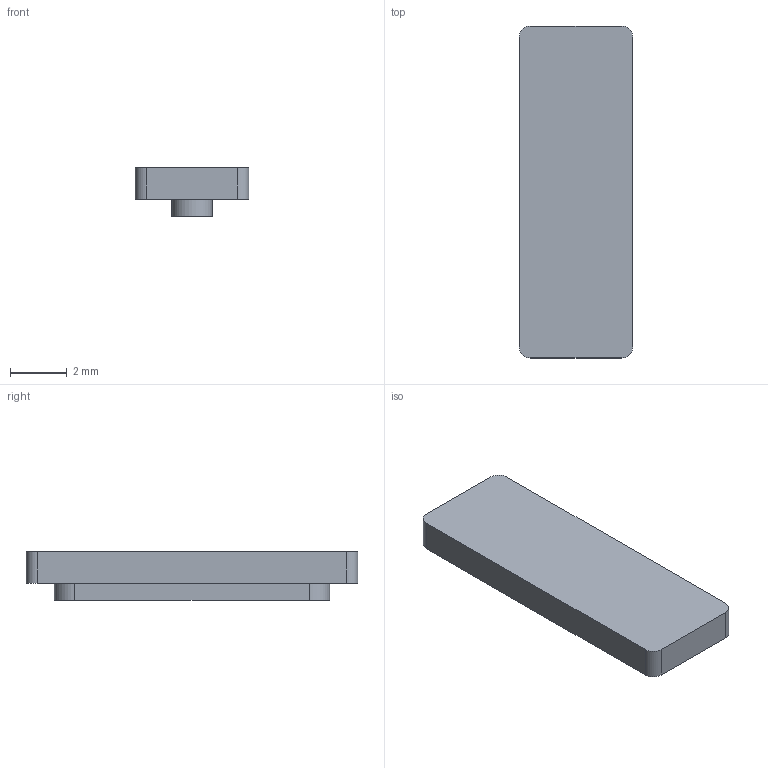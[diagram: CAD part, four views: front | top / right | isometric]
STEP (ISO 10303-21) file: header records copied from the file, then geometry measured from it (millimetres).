
FILE_DESCRIPTION(('CATIA V5 STEP Exchange','CAx-IF Rec.Pracs.--- Model Styling and Organization---1.5--- 2016-08-15','CAx-IF Rec.Pracs.---Supplemental Geometry---1.0---2011-11-01','CAx-IF Rec.Pracs.--- Composite Materials ---1.1---2010-07-15'),'2;1');
FILE_NAME ('D1454833_0', '2025-09-22T05:36:41+00:00', ('none'), ('Weidmueller'), 'CATIA Version 5-6 Release 2024 SP4', 'CATIA V5 STEP AP214 v3', 'none');
FILE_SCHEMA(('AUTOMOTIVE_DESIGN { 1 0 10303 214 1 1 1 1 }'));
Length unit declared in the file: millimetre
Products named in the file (1): TM-I 12
Bounding box: 4 x 11.7 x 1.7 mm (x, y, z)
Volume: 59.5 mm3; surface area: 139.7 mm2
Topology: 1 solids, 1 shells, 15 faces, 36 edges, 24 vertices
Faces by surface type: plane 9, cylinder 6
Entity records: 482 total; most frequent: CARTESIAN_POINT 112, ORIENTED_EDGE 72, DIRECTION 63, EDGE_CURVE 36, AXIS2_PLACEMENT_3D 25, VECTOR 24, LINE 24, VERTEX_POINT 24
